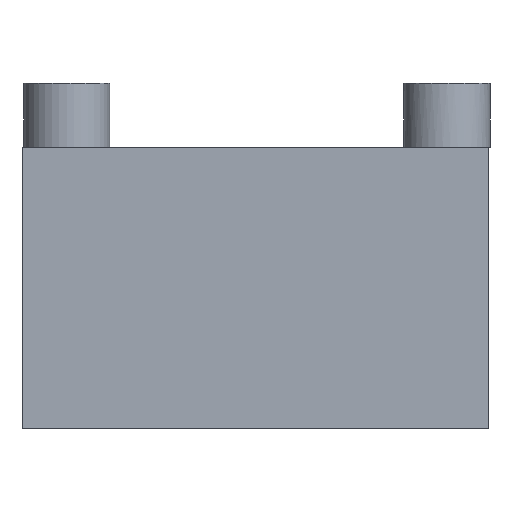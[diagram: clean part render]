
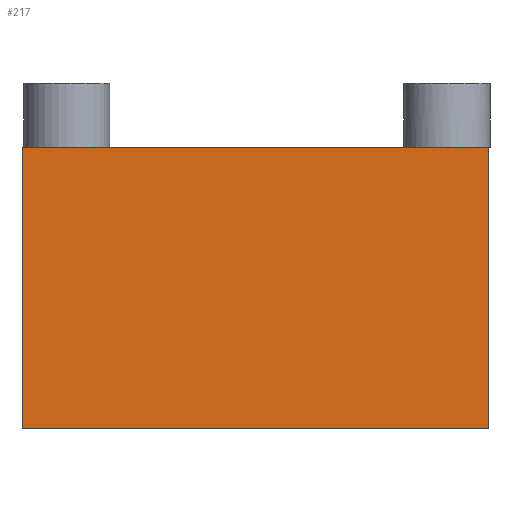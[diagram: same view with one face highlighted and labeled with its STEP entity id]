
A CAD part, front view. The second image highlights one B-rep face of the part: STEP entity #217.
In plain terms, the highlighted planar face has unit normal (0, -1, 0).
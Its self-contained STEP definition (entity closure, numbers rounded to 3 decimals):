
#20=LINE('',#354,#38);
#23=LINE('',#361,#41);
#24=LINE('',#362,#42);
#25=LINE('',#363,#43);
#38=VECTOR('',#285,10.);
#41=VECTOR('',#290,10.);
#42=VECTOR('',#291,10.);
#43=VECTOR('',#292,10.);
#61=FACE_OUTER_BOUND('',#78,.T.);
#78=EDGE_LOOP('',(#155,#156,#157,#158));
#106=VERTEX_POINT('',#351);
#107=VERTEX_POINT('',#353);
#109=VERTEX_POINT('',#359);
#110=VERTEX_POINT('',#360);
#124=EDGE_CURVE('',#106,#107,#20,.T.);
#127=EDGE_CURVE('',#109,#110,#23,.T.);
#128=EDGE_CURVE('',#110,#107,#24,.T.);
#129=EDGE_CURVE('',#109,#106,#25,.T.);
#155=ORIENTED_EDGE('',*,*,#127,.T.);
#156=ORIENTED_EDGE('',*,*,#128,.T.);
#157=ORIENTED_EDGE('',*,*,#124,.F.);
#158=ORIENTED_EDGE('',*,*,#129,.F.);
#206=PLANE('',#250);
#217=ADVANCED_FACE('',(#61),#206,.T.);
#250=AXIS2_PLACEMENT_3D('',#358,#288,#289);
#285=DIRECTION('',(-1.,0.,0.));
#288=DIRECTION('center_axis',(0.,-1.,0.));
#289=DIRECTION('ref_axis',(0.,0.,-1.));
#290=DIRECTION('',(-1.,0.,0.));
#291=DIRECTION('',(0.,0.,-1.));
#292=DIRECTION('',(0.,0.,-1.));
#351=CARTESIAN_POINT('',(66.,-7.,-44.));
#353=CARTESIAN_POINT('',(-7.,-7.,-44.));
#354=CARTESIAN_POINT('',(65.,-7.,-44.));
#358=CARTESIAN_POINT('Origin',(65.,-7.,0.));
#359=CARTESIAN_POINT('',(66.,-7.,0.));
#360=CARTESIAN_POINT('',(-7.,-7.,0.));
#361=CARTESIAN_POINT('',(65.,-7.,0.));
#362=CARTESIAN_POINT('',(-7.,-7.,0.));
#363=CARTESIAN_POINT('',(66.,-7.,-4.));
